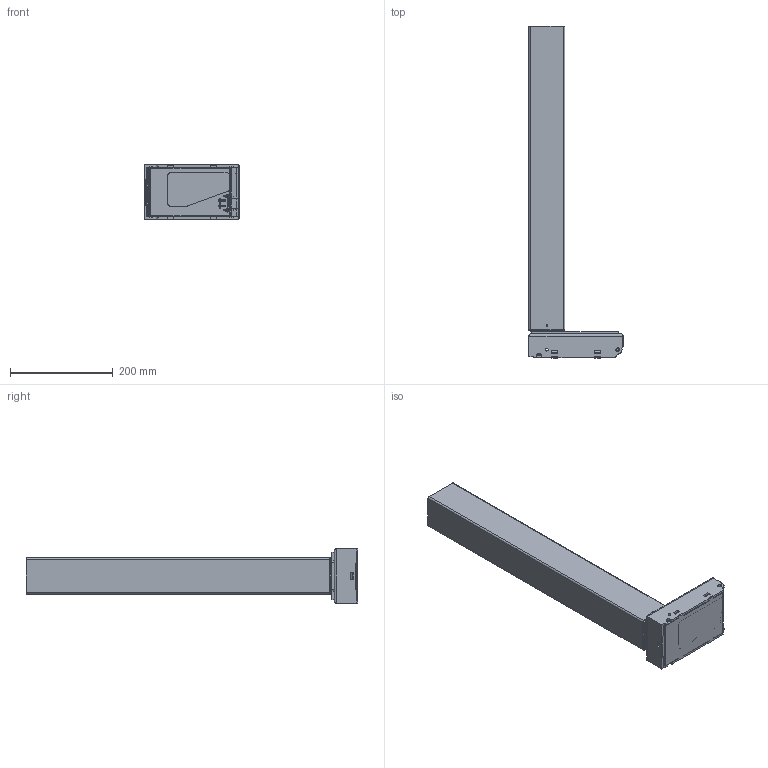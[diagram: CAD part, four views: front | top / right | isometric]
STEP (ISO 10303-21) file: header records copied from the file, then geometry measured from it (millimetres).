
FILE_DESCRIPTION (( 'STEP AP203' ), '1' );
FILE_NAME ('TL13.STEP', '2015-03-23T10:40:42', ( '' ), ( '' ), 'SwSTEP 2.0', 'SolidWorks 2010', '' );
FILE_SCHEMA (( 'CONFIG_CONTROL_DESIGN' ));
Length unit declared in the file: millimetre
Products named in the file (7): TL13; 32309-0101-590-外層管烤漆; 31605-395-塑膠上蓋; 33105-024-外_防擺環; 31405-031-_片座; 32309-020x-635-內層管烤漆; 31405-030-耐磨墊片
Assembly tree (12 placements, depth 2):
  TL13
    32309-0101-590-外層管烤漆
    31405-031-_片座  x4
    32309-020x-635-內層管烤漆
    31405-030-耐磨墊片  x4
    33105-024-外_防擺環
    31605-395-塑膠上蓋
Bounding box: 183.14 x 645 x 107 mm (x, y, z)
Volume: 856728.8 mm3; surface area: 745685.6 mm2
Topology: 12 solids, 12 shells, 1917 faces, 4769 edges, 2857 vertices
Faces by surface type: plane 798, cylinder 750, bspline 341, cone 28
Full cylindrical faces by diameter (mm): 2.2 x2, 2.5 x16, 3.2 x3, 4 x4, 5 x32, 5.2 x4, 6 x2, 7 x2, 8 x5, 10 x4, 12.2 x1
Entity records: 57762 total; most frequent: CARTESIAN_POINT 26210, ORIENTED_EDGE 6712, DIRECTION 5686, EDGE_CURVE 3356, VERTEX_POINT 2086, LINE 1976, VECTOR 1976, AXIS2_PLACEMENT_3D 1855
